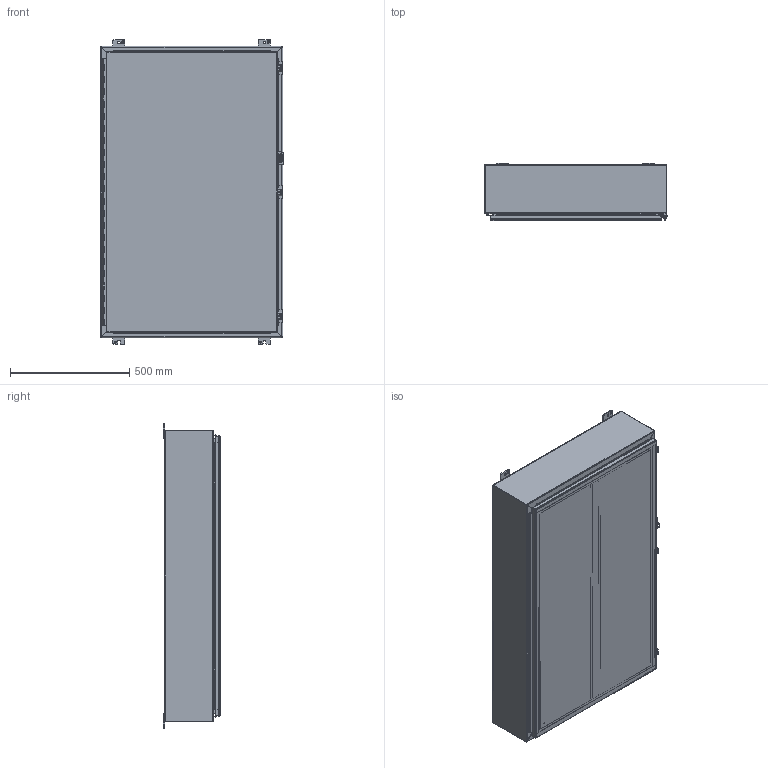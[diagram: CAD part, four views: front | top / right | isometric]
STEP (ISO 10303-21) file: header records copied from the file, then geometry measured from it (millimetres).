
FILE_DESCRIPTION (( 'STEP AP203' ), '1' );
FILE_NAME ('1418R8_Default.step', '2019-11-02T18:37:39', ( '' ), ( '' ), 'SwSTEP 2.0', 'SolidWorks 2019', '' );
FILE_SCHEMA (( 'CONFIG_CONTROL_DESIGN' ));
Length unit declared in the file: inch
Products named in the file (1): 1418R8_Default
Bounding box: 765.17 x 239.7 x 1276.35 mm (x, y, z)
Volume: 8311717.5 mm3; surface area: 8470756 mm2
Topology: 52 solids, 52 shells, 1710 faces, 4490 edges, 2924 vertices
Faces by surface type: plane 995, cylinder 621, bspline 80, cone 14
Entity records: 55049 total; most frequent: CARTESIAN_POINT 12311, ORIENTED_EDGE 8980, DIRECTION 8804, EDGE_CURVE 4490, VECTOR 3046, LINE 3046, VERTEX_POINT 2924, AXIS2_PLACEMENT_3D 2879
